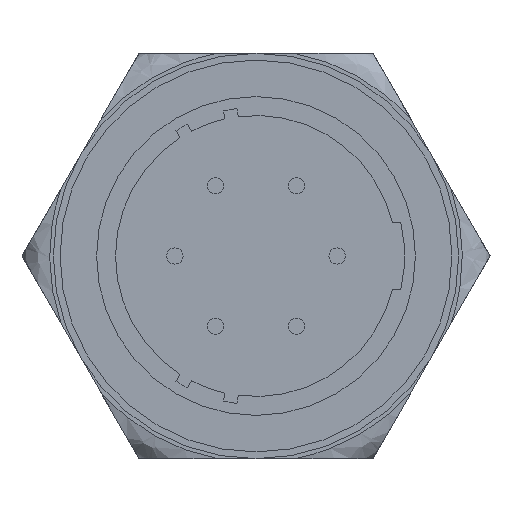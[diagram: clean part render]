
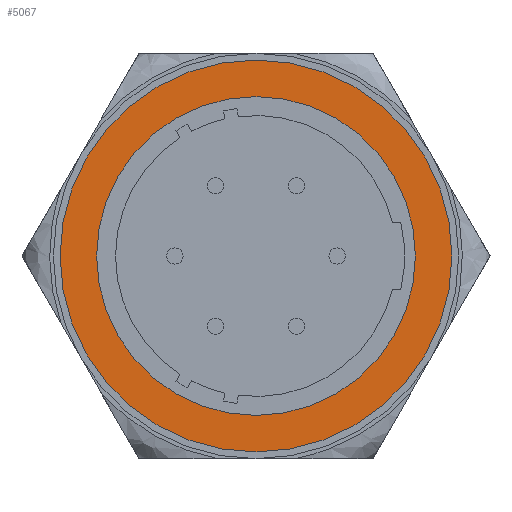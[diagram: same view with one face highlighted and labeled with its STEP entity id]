
A CAD part, left-side view. The second image highlights one B-rep face of the part: STEP entity #5067.
In plain terms, the highlighted planar face has unit normal (-1, 0, 0).
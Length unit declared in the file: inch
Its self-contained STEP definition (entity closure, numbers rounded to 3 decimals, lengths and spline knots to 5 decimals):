
#310 = FACE_BOUND ( 'NONE', #3085, .T. ) ;
#331 = CARTESIAN_POINT ( 'NONE',  ( 0.014, 0., 0. ) ) ;
#560 = ORIENTED_EDGE ( 'NONE', *, *, #2706, .F. ) ;
#599 = AXIS2_PLACEMENT_3D ( 'NONE', #331, #5012, #5419 ) ;
#1274 = ORIENTED_EDGE ( 'NONE', *, *, #5924, .T. ) ;
#1377 = CIRCLE ( 'NONE', #599, 0.295 ) ;
#1709 = DIRECTION ( 'NONE',  ( 0., 0., 1. ) ) ;
#2500 = EDGE_LOOP ( 'NONE', ( #1274 ) ) ;
#2621 = FACE_OUTER_BOUND ( 'NONE', #2500, .T. ) ;
#2706 = EDGE_CURVE ( 'NONE', #5271, #5271, #1377, .T. ) ;
#2829 = CARTESIAN_POINT ( 'NONE',  ( 0.014, 0., -0.3625 ) ) ;
#3085 = EDGE_LOOP ( 'NONE', ( #560 ) ) ;
#3088 = AXIS2_PLACEMENT_3D ( 'NONE', #5402, #5852, #1709 ) ;
#3594 = CARTESIAN_POINT ( 'NONE',  ( 0.014, 0., 0. ) ) ;
#4085 = AXIS2_PLACEMENT_3D ( 'NONE', #3594, #4112, #5506 ) ;
#4112 = DIRECTION ( 'NONE',  ( -1., 0., 0. ) ) ;
#4703 = VERTEX_POINT ( 'NONE', #2829 ) ;
#5012 = DIRECTION ( 'NONE',  ( -1., 0., 0. ) ) ;
#5067 = ADVANCED_FACE ( 'NONE', ( #310, #2621 ), #5983, .T. ) ;
#5271 = VERTEX_POINT ( 'NONE', #5788 ) ;
#5402 = CARTESIAN_POINT ( 'NONE',  ( 0.014, 0., 0. ) ) ;
#5419 = DIRECTION ( 'NONE',  ( 0., 0., 1. ) ) ;
#5506 = DIRECTION ( 'NONE',  ( 0., 0., -1. ) ) ;
#5597 = CIRCLE ( 'NONE', #4085, 0.3625 ) ;
#5788 = CARTESIAN_POINT ( 'NONE',  ( 0.014, 0., 0.295 ) ) ;
#5852 = DIRECTION ( 'NONE',  ( -1., 0., 0. ) ) ;
#5924 = EDGE_CURVE ( 'NONE', #4703, #4703, #5597, .T. ) ;
#5983 = PLANE ( 'NONE',  #3088 ) ;
